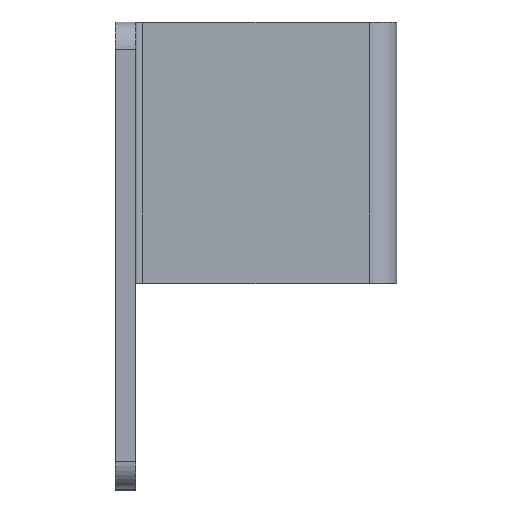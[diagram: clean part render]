
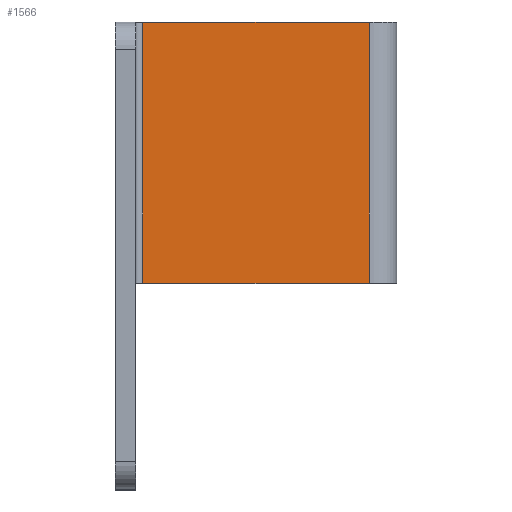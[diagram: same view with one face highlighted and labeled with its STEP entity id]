
A CAD part, top view. The second image highlights one B-rep face of the part: STEP entity #1566.
In plain terms, the highlighted planar face has unit normal (0, 0, 1).
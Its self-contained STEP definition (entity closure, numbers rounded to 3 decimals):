
#440=DIRECTION('',(-1.,0.,0.));
#441=VECTOR('',#440,16.5);
#442=CARTESIAN_POINT('',(18.5,-11.5,9.));
#443=LINE('',#442,#441);
#444=DIRECTION('',(0.,-1.,0.));
#445=VECTOR('',#444,19.);
#446=CARTESIAN_POINT('',(18.5,7.5,9.));
#447=LINE('',#446,#445);
#498=DIRECTION('',(-1.,0.,0.));
#499=VECTOR('',#498,16.5);
#500=CARTESIAN_POINT('',(18.5,7.5,9.));
#501=LINE('',#500,#499);
#534=DIRECTION('',(0.,-1.,0.));
#535=VECTOR('',#534,19.);
#536=CARTESIAN_POINT('',(2.,7.5,9.));
#537=LINE('',#536,#535);
#786=CARTESIAN_POINT('',(18.5,7.5,9.));
#787=VERTEX_POINT('',#786);
#788=CARTESIAN_POINT('',(2.,7.5,9.));
#789=VERTEX_POINT('',#788);
#916=CARTESIAN_POINT('',(18.5,-11.5,9.));
#917=VERTEX_POINT('',#916);
#918=CARTESIAN_POINT('',(2.,-11.5,9.));
#919=VERTEX_POINT('',#918);
#1552=CARTESIAN_POINT('',(18.5,7.5,9.));
#1553=DIRECTION('',(0.,0.,-1.));
#1554=DIRECTION('',(-1.,0.,0.));
#1555=AXIS2_PLACEMENT_3D('',#1552,#1553,#1554);
#1556=PLANE('',#1555);
#1558=ORIENTED_EDGE('',*,*,#1557,.T.);
#1560=ORIENTED_EDGE('',*,*,#1559,.F.);
#1562=ORIENTED_EDGE('',*,*,#1561,.F.);
#1563=ORIENTED_EDGE('',*,*,#1544,.T.);
#1564=EDGE_LOOP('',(#1558,#1560,#1562,#1563));
#1565=FACE_OUTER_BOUND('',#1564,.F.);
#1566=ADVANCED_FACE('',(#1565),#1556,.F.);
#1544=EDGE_CURVE('',#787,#917,#447,.T.);
#1557=EDGE_CURVE('',#917,#919,#443,.T.);
#1559=EDGE_CURVE('',#789,#919,#537,.T.);
#1561=EDGE_CURVE('',#787,#789,#501,.T.);
